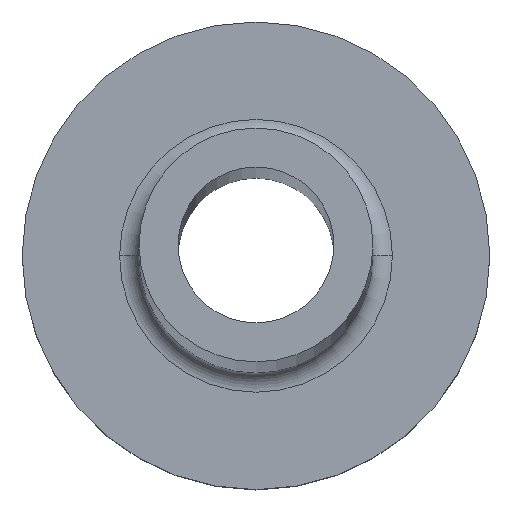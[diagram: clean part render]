
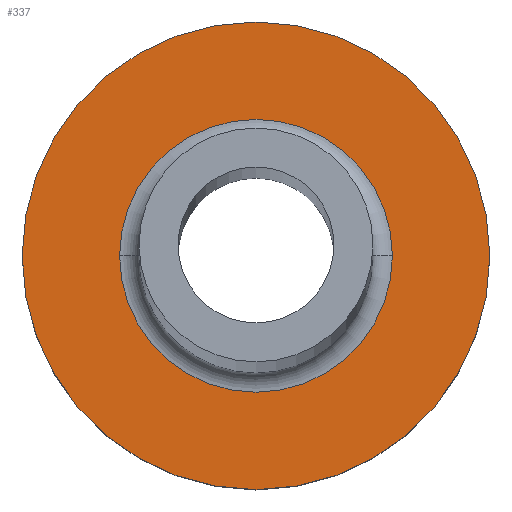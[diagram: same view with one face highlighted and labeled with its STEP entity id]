
A CAD part, top view. The second image highlights one B-rep face of the part: STEP entity #337.
In plain terms, the highlighted planar face has unit normal (0, 0, 1).
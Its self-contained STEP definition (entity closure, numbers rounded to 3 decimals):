
#2 = VERTEX_POINT ( 'NONE', #110 ) ;
#4 = DIRECTION ( 'NONE',  ( 1., 0., 0. ) ) ;
#8 = EDGE_CURVE ( 'NONE', #196, #162, #61, .T. ) ;
#15 = CARTESIAN_POINT ( 'NONE',  ( 3.5, 0., 5. ) ) ;
#24 = ORIENTED_EDGE ( 'NONE', *, *, #292, .T. ) ;
#53 = FACE_BOUND ( 'NONE', #221, .T. ) ;
#57 = EDGE_CURVE ( 'NONE', #162, #196, #266, .T. ) ;
#61 = CIRCLE ( 'NONE', #308, 3.5 ) ;
#68 = DIRECTION ( 'NONE',  ( 0., 0., 1. ) ) ;
#76 = CARTESIAN_POINT ( 'NONE',  ( 0., 0., 5. ) ) ;
#77 = AXIS2_PLACEMENT_3D ( 'NONE', #165, #199, #345 ) ;
#81 = ORIENTED_EDGE ( 'NONE', *, *, #8, .T. ) ;
#100 = EDGE_CURVE ( 'NONE', #330, #2, #364, .T. ) ;
#108 = AXIS2_PLACEMENT_3D ( 'NONE', #76, #128, #368 ) ;
#110 = CARTESIAN_POINT ( 'NONE',  ( 6., 0., 5. ) ) ;
#111 = PLANE ( 'NONE',  #77 ) ;
#120 = DIRECTION ( 'NONE',  ( 1., 0., 0. ) ) ;
#128 = DIRECTION ( 'NONE',  ( 0., 0., 1. ) ) ;
#139 = CIRCLE ( 'NONE', #108, 6. ) ;
#162 = VERTEX_POINT ( 'NONE', #355 ) ;
#165 = CARTESIAN_POINT ( 'NONE',  ( 0., 0., 5. ) ) ;
#196 = VERTEX_POINT ( 'NONE', #15 ) ;
#199 = DIRECTION ( 'NONE',  ( 0., 0., 1. ) ) ;
#201 = DIRECTION ( 'NONE',  ( 1., 0., 0. ) ) ;
#203 = FACE_OUTER_BOUND ( 'NONE', #319, .T. ) ;
#207 = CARTESIAN_POINT ( 'NONE',  ( 0., 0., 5. ) ) ;
#221 = EDGE_LOOP ( 'NONE', ( #81, #371 ) ) ;
#226 = CARTESIAN_POINT ( 'NONE',  ( 0., 0., 5. ) ) ;
#241 = AXIS2_PLACEMENT_3D ( 'NONE', #207, #352, #120 ) ;
#258 = CARTESIAN_POINT ( 'NONE',  ( -6., 0., 5. ) ) ;
#266 = CIRCLE ( 'NONE', #241, 3.5 ) ;
#268 = CARTESIAN_POINT ( 'NONE',  ( 0., 0., 5. ) ) ;
#270 = AXIS2_PLACEMENT_3D ( 'NONE', #268, #68, #4 ) ;
#279 = ORIENTED_EDGE ( 'NONE', *, *, #100, .T. ) ;
#292 = EDGE_CURVE ( 'NONE', #2, #330, #139, .T. ) ;
#308 = AXIS2_PLACEMENT_3D ( 'NONE', #226, #343, #201 ) ;
#319 = EDGE_LOOP ( 'NONE', ( #279, #24 ) ) ;
#330 = VERTEX_POINT ( 'NONE', #258 ) ;
#337 = ADVANCED_FACE ( 'NONE', ( #53, #203 ), #111, .T. ) ;
#343 = DIRECTION ( 'NONE',  ( 0., 0., -1. ) ) ;
#345 = DIRECTION ( 'NONE',  ( 1., 0., 0. ) ) ;
#352 = DIRECTION ( 'NONE',  ( 0., 0., -1. ) ) ;
#355 = CARTESIAN_POINT ( 'NONE',  ( -3.5, 0., 5. ) ) ;
#364 = CIRCLE ( 'NONE', #270, 6. ) ;
#368 = DIRECTION ( 'NONE',  ( 1., 0., 0. ) ) ;
#371 = ORIENTED_EDGE ( 'NONE', *, *, #57, .T. ) ;
